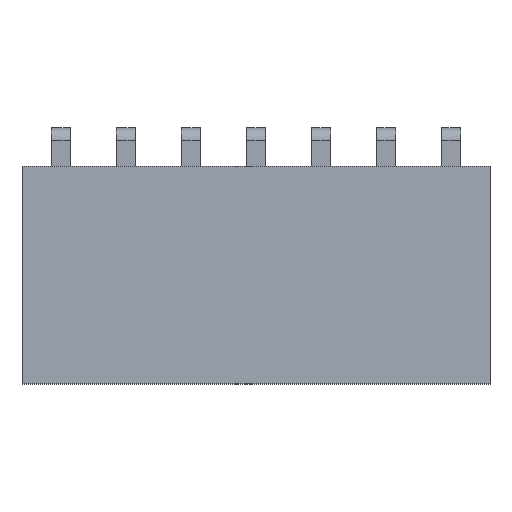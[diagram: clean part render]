
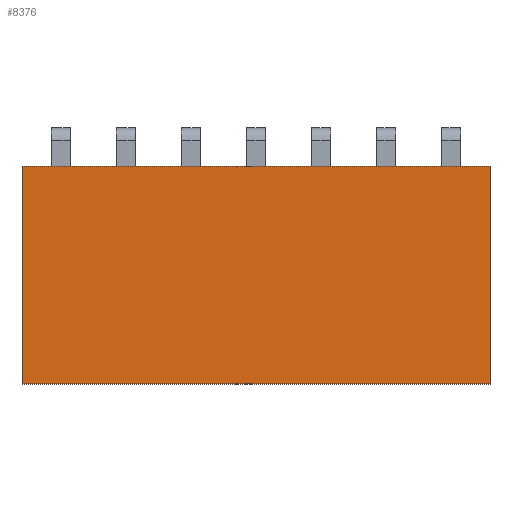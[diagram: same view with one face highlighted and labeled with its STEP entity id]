
A CAD part, top view. The second image highlights one B-rep face of the part: STEP entity #8376.
In plain terms, the highlighted face is planar.
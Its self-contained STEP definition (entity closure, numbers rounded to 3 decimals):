
#1120=ORIENTED_EDGE('',*,*,#2389,.F.);
#1121=ORIENTED_EDGE('',*,*,#2390,.F.);
#1122=ORIENTED_EDGE('',*,*,#2387,.F.);
#1123=ORIENTED_EDGE('',*,*,#2391,.F.);
#2387=EDGE_CURVE('',#3061,#3062,#3722,.T.);
#2389=EDGE_CURVE('',#3063,#3064,#3724,.T.);
#2390=EDGE_CURVE('',#3062,#3063,#3725,.T.);
#2391=EDGE_CURVE('',#3064,#3061,#3726,.T.);
#3061=VERTEX_POINT('',#11829);
#3062=VERTEX_POINT('',#11831);
#3063=VERTEX_POINT('',#11835);
#3064=VERTEX_POINT('',#11836);
#3722=LINE('',#11830,#4495);
#3724=LINE('',#11834,#4497);
#3725=LINE('',#11837,#4498);
#3726=LINE('',#11838,#4499);
#4495=VECTOR('',#9798,1000.);
#4497=VECTOR('',#9802,1000.);
#4498=VECTOR('',#9803,1000.);
#4499=VECTOR('',#9804,1000.);
#4998=EDGE_LOOP('',(#1120,#1121,#1122,#1123));
#5351=FACE_BOUND('',#4998,.T.);
#5676=PLANE('',#8736);
#8376=ADVANCED_FACE('',(#5351),#5676,.F.);
#8736=AXIS2_PLACEMENT_3D('',#11833,#9800,#9801);
#9798=DIRECTION('',(1.,0.,0.));
#9800=DIRECTION('',(0.,-1.,0.));
#9801=DIRECTION('',(0.,0.,-1.));
#9802=DIRECTION('',(-1.,0.,0.));
#9803=DIRECTION('',(0.,0.,1.));
#9804=DIRECTION('',(0.,0.,-1.));
#11829=CARTESIAN_POINT('',(-9.14,1.25,-4.25));
#11830=CARTESIAN_POINT('',(-9.14,1.25,-4.25));
#11831=CARTESIAN_POINT('',(9.14,1.25,-4.25));
#11833=CARTESIAN_POINT('',(0.,1.25,0.));
#11834=CARTESIAN_POINT('',(9.14,1.25,4.25));
#11835=CARTESIAN_POINT('',(9.14,1.25,4.25));
#11836=CARTESIAN_POINT('',(-9.14,1.25,4.25));
#11837=CARTESIAN_POINT('',(9.14,1.25,-4.25));
#11838=CARTESIAN_POINT('',(-9.14,1.25,4.25));
